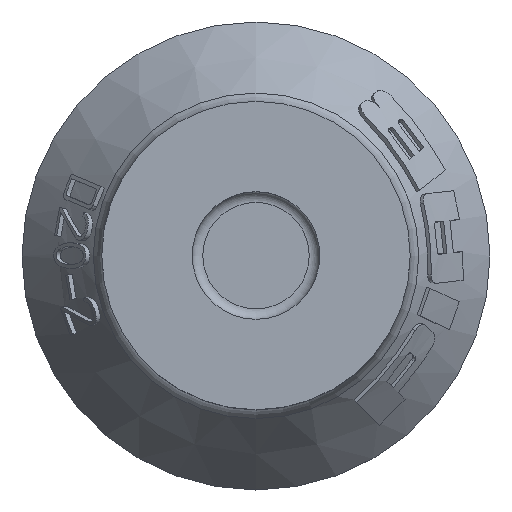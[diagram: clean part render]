
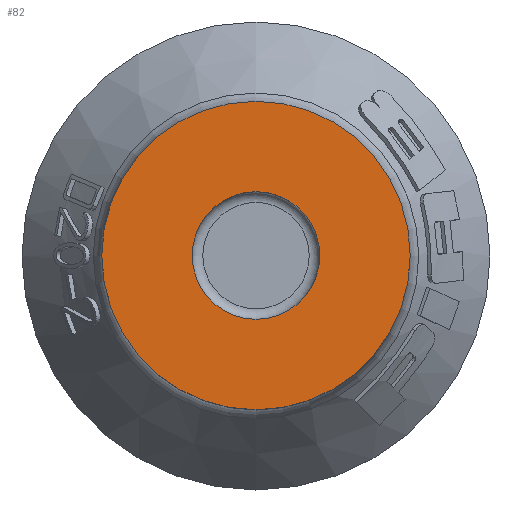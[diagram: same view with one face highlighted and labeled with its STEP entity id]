
A CAD part, top view. The second image highlights one B-rep face of the part: STEP entity #82.
In plain terms, the highlighted planar face has unit normal (0, 0, 1).
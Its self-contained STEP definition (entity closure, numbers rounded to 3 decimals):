
#82 = ADVANCED_FACE( '', ( #254, #255 ), #256, .F. );
#254 = FACE_OUTER_BOUND( '', #910, .T. );
#255 = FACE_BOUND( '', #911, .T. );
#256 = PLANE( '', #912 );
#910 = EDGE_LOOP( '', ( #1986 ) );
#911 = EDGE_LOOP( '', ( #1987 ) );
#912 = AXIS2_PLACEMENT_3D( '', #1988, #1989, #1990 );
#1986 = ORIENTED_EDGE( '', *, *, #2494, .F. );
#1987 = ORIENTED_EDGE( '', *, *, #2493, .T. );
#1988 = CARTESIAN_POINT( '', ( 0., -3., 0. ) );
#1989 = DIRECTION( '', ( 0., 0., -1. ) );
#1990 = DIRECTION( '', ( -1., 0., 0. ) );
#2493 = EDGE_CURVE( '', #2855, #2855, #2856, .T. );
#2494 = EDGE_CURVE( '', #2857, #2857, #2858, .T. );
#2855 = VERTEX_POINT( '', #4006 );
#2856 = CIRCLE( '', #4007, 3. );
#2857 = VERTEX_POINT( '', #4008 );
#2858 = CIRCLE( '', #4009, 7.25 );
#4006 = CARTESIAN_POINT( '', ( -3., 0., 0. ) );
#4007 = AXIS2_PLACEMENT_3D( '', #4792, #4793, #4794 );
#4008 = CARTESIAN_POINT( '', ( -7.25, 0., 0. ) );
#4009 = AXIS2_PLACEMENT_3D( '', #4795, #4796, #4797 );
#4792 = CARTESIAN_POINT( '', ( 0., 0., 0. ) );
#4793 = DIRECTION( '', ( 0., 0., -1. ) );
#4794 = DIRECTION( '', ( -1., 0., 0. ) );
#4795 = CARTESIAN_POINT( '', ( 0., 0., 0. ) );
#4796 = DIRECTION( '', ( 0., 0., -1. ) );
#4797 = DIRECTION( '', ( -1., 0., 0. ) );
